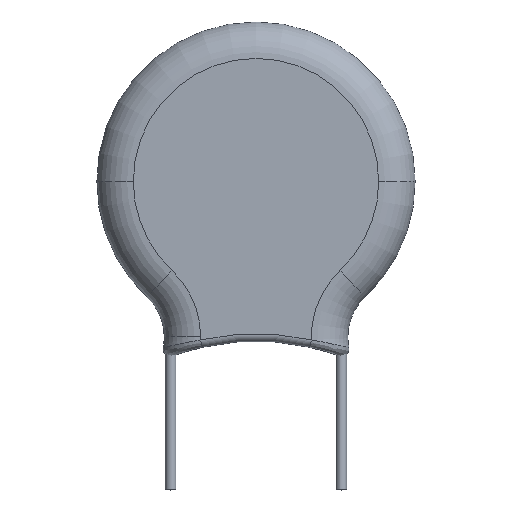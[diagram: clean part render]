
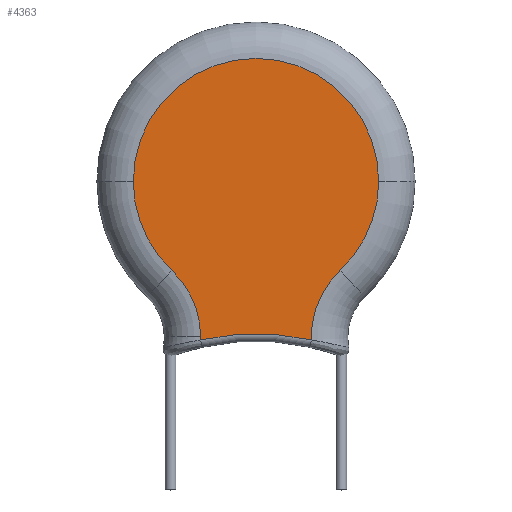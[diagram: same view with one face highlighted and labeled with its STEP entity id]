
A CAD part, top view. The second image highlights one B-rep face of the part: STEP entity #4363.
In plain terms, the highlighted planar face has unit normal (0, 0, 1).
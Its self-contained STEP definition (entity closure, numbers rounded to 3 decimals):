
#240 = CIRCLE ( 'NONE', #1708, 4.258 ) ;
#285 = CIRCLE ( 'NONE', #1564, 11.661 ) ;
#475 = DIRECTION ( 'NONE',  ( 1., 0., 0. ) ) ;
#789 = DIRECTION ( 'NONE',  ( 0., 0., 1. ) ) ;
#1097 = EDGE_CURVE ( 'NONE', #2981, #7245, #1293, .T. ) ;
#1225 = CARTESIAN_POINT ( 'NONE',  ( 0., 0., 1.375 ) ) ;
#1272 = DIRECTION ( 'NONE',  ( 0., 0., 1. ) ) ;
#1293 = CIRCLE ( 'NONE', #6033, 5.75 ) ;
#1338 = ORIENTED_EDGE ( 'NONE', *, *, #1097, .T. ) ;
#1564 = AXIS2_PLACEMENT_3D ( 'NONE', #10150, #2256, #9924 ) ;
#1701 = CARTESIAN_POINT ( 'NONE',  ( 0., 0., 1.375 ) ) ;
#1708 = AXIS2_PLACEMENT_3D ( 'NONE', #7502, #10976, #8246 ) ;
#1958 = ORIENTED_EDGE ( 'NONE', *, *, #4292, .T. ) ;
#2142 = CARTESIAN_POINT ( 'NONE',  ( -6.85, -7.296, 1.375 ) ) ;
#2256 = DIRECTION ( 'NONE',  ( 0., 0., -1. ) ) ;
#2473 = VERTEX_POINT ( 'NONE', #9797 ) ;
#2583 = AXIS2_PLACEMENT_3D ( 'NONE', #3175, #8633, #3225 ) ;
#2935 = DIRECTION ( 'NONE',  ( 1., 0., 0. ) ) ;
#2976 = ORIENTED_EDGE ( 'NONE', *, *, #3102, .T. ) ;
#2981 = VERTEX_POINT ( 'NONE', #8354 ) ;
#3064 = EDGE_CURVE ( 'NONE', #7245, #2473, #10528, .T. ) ;
#3102 = EDGE_CURVE ( 'NONE', #3598, #5226, #285, .T. ) ;
#3175 = CARTESIAN_POINT ( 'NONE',  ( 0., 0., 1.375 ) ) ;
#3225 = DIRECTION ( 'NONE',  ( 1., 0., 0. ) ) ;
#3598 = VERTEX_POINT ( 'NONE', #6166 ) ;
#3629 = CARTESIAN_POINT ( 'NONE',  ( 5.75, 0., 1.375 ) ) ;
#3871 = AXIS2_PLACEMENT_3D ( 'NONE', #1701, #789, #4273 ) ;
#3927 = DIRECTION ( 'NONE',  ( 0., 0., 1. ) ) ;
#3976 = DIRECTION ( 'NONE',  ( 1., 0., 0. ) ) ;
#3983 = EDGE_LOOP ( 'NONE', ( #7636, #1958, #2976, #9985, #1338, #5599, #7963 ) ) ;
#4000 = AXIS2_PLACEMENT_3D ( 'NONE', #2142, #8329, #475 ) ;
#4273 = DIRECTION ( 'NONE',  ( 1., 0., 0. ) ) ;
#4292 = EDGE_CURVE ( 'NONE', #10913, #3598, #240, .T. ) ;
#4363 = ADVANCED_FACE ( 'NONE', ( #6813 ), #5009, .T. ) ;
#4630 = CARTESIAN_POINT ( 'NONE',  ( -3.936, -4.192, 1.375 ) ) ;
#5009 = PLANE ( 'NONE',  #2583 ) ;
#5151 = EDGE_CURVE ( 'NONE', #5226, #2981, #6999, .T. ) ;
#5226 = VERTEX_POINT ( 'NONE', #8000 ) ;
#5422 = VERTEX_POINT ( 'NONE', #4630 ) ;
#5599 = ORIENTED_EDGE ( 'NONE', *, *, #3064, .T. ) ;
#5697 = CARTESIAN_POINT ( 'NONE',  ( 0., 0., 1.375 ) ) ;
#5732 = DIRECTION ( 'NONE',  ( 1., 0., 0. ) ) ;
#6033 = AXIS2_PLACEMENT_3D ( 'NONE', #5697, #3927, #3976 ) ;
#6166 = CARTESIAN_POINT ( 'NONE',  ( -2.595, -7.442, 1.375 ) ) ;
#6330 = DIRECTION ( 'NONE',  ( 0., 0., -1. ) ) ;
#6813 = FACE_OUTER_BOUND ( 'NONE', #3983, .T. ) ;
#6842 = EDGE_CURVE ( 'NONE', #2473, #5422, #9008, .T. ) ;
#6999 = CIRCLE ( 'NONE', #9176, 4.258 ) ;
#7245 = VERTEX_POINT ( 'NONE', #3629 ) ;
#7502 = CARTESIAN_POINT ( 'NONE',  ( -6.85, -7.296, 1.375 ) ) ;
#7636 = ORIENTED_EDGE ( 'NONE', *, *, #9143, .T. ) ;
#7860 = CIRCLE ( 'NONE', #4000, 4.258 ) ;
#7963 = ORIENTED_EDGE ( 'NONE', *, *, #6842, .T. ) ;
#8000 = CARTESIAN_POINT ( 'NONE',  ( 2.595, -7.442, 1.375 ) ) ;
#8246 = DIRECTION ( 'NONE',  ( 1., 0., 0. ) ) ;
#8329 = DIRECTION ( 'NONE',  ( 0., 0., -1. ) ) ;
#8354 = CARTESIAN_POINT ( 'NONE',  ( 3.936, -4.192, 1.375 ) ) ;
#8633 = DIRECTION ( 'NONE',  ( 0., 0., 1. ) ) ;
#9008 = CIRCLE ( 'NONE', #3871, 5.75 ) ;
#9143 = EDGE_CURVE ( 'NONE', #5422, #10913, #7860, .T. ) ;
#9176 = AXIS2_PLACEMENT_3D ( 'NONE', #9868, #6330, #2935 ) ;
#9797 = CARTESIAN_POINT ( 'NONE',  ( -5.75, 0., 1.375 ) ) ;
#9868 = CARTESIAN_POINT ( 'NONE',  ( 6.85, -7.296, 1.375 ) ) ;
#9924 = DIRECTION ( 'NONE',  ( 1., 0., 0. ) ) ;
#9985 = ORIENTED_EDGE ( 'NONE', *, *, #5151, .T. ) ;
#10150 = CARTESIAN_POINT ( 'NONE',  ( 0., -18.811, 1.375 ) ) ;
#10528 = CIRCLE ( 'NONE', #10722, 5.75 ) ;
#10722 = AXIS2_PLACEMENT_3D ( 'NONE', #1225, #1272, #5732 ) ;
#10913 = VERTEX_POINT ( 'NONE', #10942 ) ;
#10942 = CARTESIAN_POINT ( 'NONE',  ( -2.592, -7.296, 1.375 ) ) ;
#10976 = DIRECTION ( 'NONE',  ( 0., 0., -1. ) ) ;
